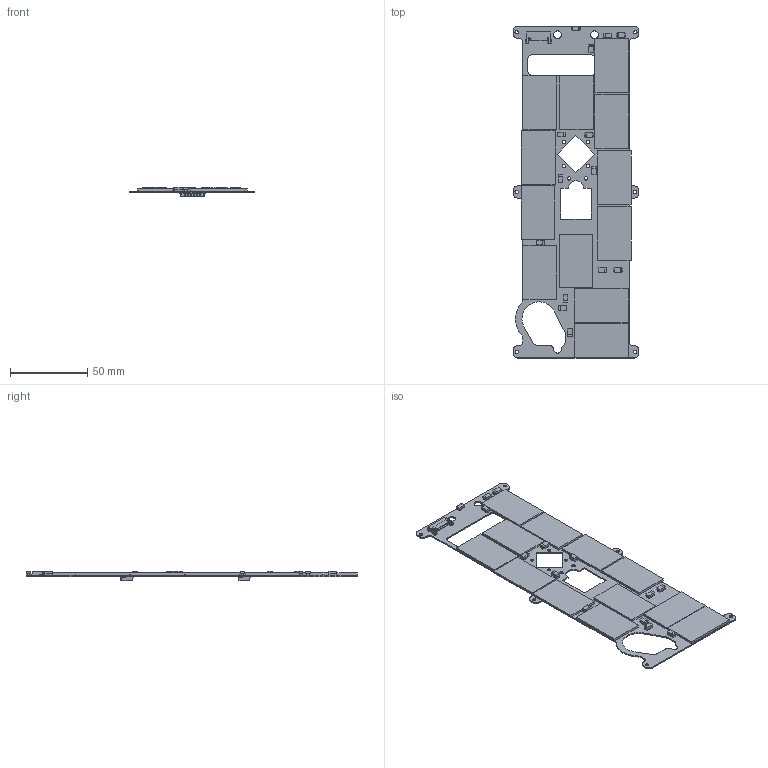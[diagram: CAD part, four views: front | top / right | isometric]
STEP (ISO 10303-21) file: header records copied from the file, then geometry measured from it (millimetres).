
FILE_DESCRIPTION(('KiCad electronic assembly'),'2;1');
FILE_NAME('new_X_Y_Panels.step','2024-12-03T20:47:43',('Pcbnew'),( 'Kicad'),'Open CASCADE STEP processor 7.7','KiCad to STEP converter' ,'Unknown');
FILE_SCHEMA(('AUTOMOTIVE_DESIGN { 1 0 10303 214 1 1 1 1 }'));
Length unit declared in the file: millimetre
Products named in the file (10): new_X_Y_Panels 1; SM101K07TF; SM101K07TF v3; CDBA-HF; part; 205338-0006; (Unsaved); 205338-0005; Stationary_X_Panel_PCB
Assembly tree (34 placements, depth 3):
  new_X_Y_Panels 1
    SM101K07TF  x12
      SM101K07TF v3
    CDBA-HF  x14
      part
    205338-0006  x2
      (Unsaved)
    205338-0005
      (Unsaved)
    Stationary_X_Panel_PCB
Bounding box: 81.5 x 215.5 x 6.1 mm (x, y, z)
Volume: 25288.6 mm3; surface area: 50812.8 mm2
Topology: 84 solids, 84 shells, 1822 faces, 4751 edges, 3068 vertices
Faces by surface type: plane 1587, cylinder 211, sphere 24
Full cylindrical faces by diameter (mm): 2 x24, 2.2 x12, 5 x2
Entity records: 26952 total; most frequent: CARTESIAN_POINT 4639, ORIENTED_EDGE 4580, DIRECTION 4320, EDGE_CURVE 2290, LINE 1986, VECTOR 1986, VERTEX_POINT 1486, AXIS2_PLACEMENT_3D 1167
